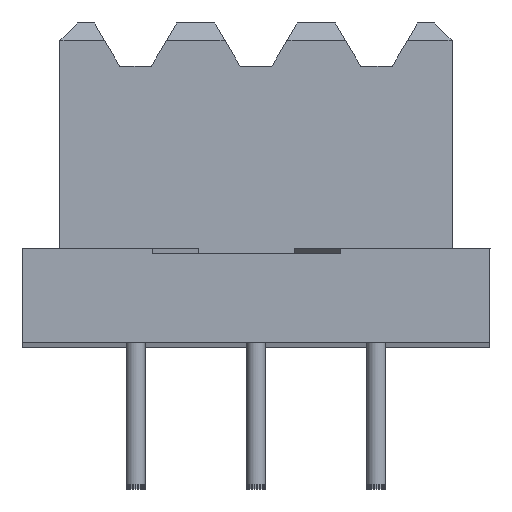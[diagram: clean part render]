
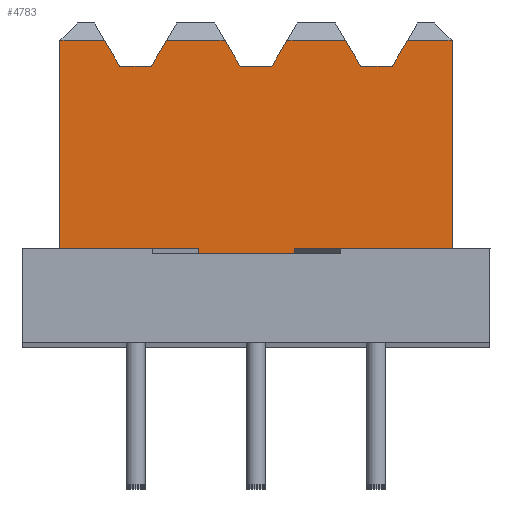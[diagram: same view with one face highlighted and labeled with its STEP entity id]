
A CAD part, top view. The second image highlights one B-rep face of the part: STEP entity #4783.
In plain terms, the highlighted planar face has unit normal (0, 0, 1).
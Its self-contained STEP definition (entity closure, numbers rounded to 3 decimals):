
#2783=LINE('',#12694,#3541);
#2792=LINE('',#12712,#3550);
#2797=LINE('',#12722,#3555);
#2800=LINE('',#12728,#3558);
#2808=LINE('',#12745,#3566);
#2810=LINE('',#12749,#3568);
#2815=LINE('',#12758,#3573);
#2818=LINE('',#12764,#3576);
#2827=LINE('',#12783,#3585);
#2828=LINE('',#12785,#3586);
#2833=LINE('',#12794,#3591);
#2836=LINE('',#12800,#3594);
#2846=LINE('',#12821,#3604);
#2849=LINE('',#12826,#3607);
#2865=LINE('',#12858,#3623);
#2893=LINE('',#12912,#3651);
#2897=LINE('',#12920,#3655);
#2899=LINE('',#12924,#3657);
#2901=LINE('',#12929,#3659);
#2903=LINE('',#12932,#3661);
#2907=LINE('',#12940,#3665);
#2908=LINE('',#12942,#3666);
#2909=LINE('',#12944,#3667);
#2910=LINE('',#12946,#3668);
#3541=VECTOR('',#10870,1.);
#3550=VECTOR('',#10883,1.);
#3555=VECTOR('',#10894,1.);
#3558=VECTOR('',#10899,1.);
#3566=VECTOR('',#10911,1.);
#3568=VECTOR('',#10915,1.);
#3573=VECTOR('',#10924,1.);
#3576=VECTOR('',#10929,1.);
#3585=VECTOR('',#10942,1.);
#3586=VECTOR('',#10945,1.);
#3591=VECTOR('',#10954,1.);
#3594=VECTOR('',#10959,1.);
#3604=VECTOR('',#10975,1.);
#3607=VECTOR('',#10980,1.);
#3623=VECTOR('',#11006,1.);
#3651=VECTOR('',#11050,1.);
#3655=VECTOR('',#11056,1.);
#3657=VECTOR('',#11060,1.);
#3659=VECTOR('',#11064,1.);
#3661=VECTOR('',#11068,1.);
#3665=VECTOR('',#11076,1.);
#3666=VECTOR('',#11079,1.);
#3667=VECTOR('',#11080,1.);
#3668=VECTOR('',#11081,1.);
#4036=PLANE('',#9370);
#4384=FACE_OUTER_BOUND('',#5539,.T.);
#4783=ADVANCED_FACE('',(#4384),#4036,.T.);
#5539=EDGE_LOOP('',(#7143,#7144,#7145,#7146,#7147,#7148,#7149,#7150,#7151,
#7152,#7153,#7154,#7155,#7156,#7157,#7158,#7159,#7160,#7161,#7162,#7163,
#7164,#7165,#7166));
#7143=ORIENTED_EDGE('',*,*,#8749,.T.);
#7144=ORIENTED_EDGE('',*,*,#8707,.F.);
#7145=ORIENTED_EDGE('',*,*,#8691,.F.);
#7146=ORIENTED_EDGE('',*,*,#8688,.F.);
#7147=ORIENTED_EDGE('',*,*,#8678,.F.);
#7148=ORIENTED_EDGE('',*,*,#8675,.F.);
#7149=ORIENTED_EDGE('',*,*,#8669,.F.);
#7150=ORIENTED_EDGE('',*,*,#8670,.F.);
#7151=ORIENTED_EDGE('',*,*,#8660,.F.);
#7152=ORIENTED_EDGE('',*,*,#8657,.F.);
#7153=ORIENTED_EDGE('',*,*,#8650,.F.);
#7154=ORIENTED_EDGE('',*,*,#8652,.F.);
#7155=ORIENTED_EDGE('',*,*,#8642,.F.);
#7156=ORIENTED_EDGE('',*,*,#8639,.F.);
#7157=ORIENTED_EDGE('',*,*,#8634,.F.);
#7158=ORIENTED_EDGE('',*,*,#8625,.F.);
#7159=ORIENTED_EDGE('',*,*,#8750,.T.);
#7160=ORIENTED_EDGE('',*,*,#8751,.T.);
#7161=ORIENTED_EDGE('',*,*,#8752,.F.);
#7162=ORIENTED_EDGE('',*,*,#8735,.T.);
#7163=ORIENTED_EDGE('',*,*,#8739,.T.);
#7164=ORIENTED_EDGE('',*,*,#8741,.T.);
#7165=ORIENTED_EDGE('',*,*,#8743,.F.);
#7166=ORIENTED_EDGE('',*,*,#8745,.T.);
#7825=VERTEX_POINT('',#12693);
#7826=VERTEX_POINT('',#12695);
#7833=VERTEX_POINT('',#12713);
#7835=VERTEX_POINT('',#12723);
#7837=VERTEX_POINT('',#12729);
#7843=VERTEX_POINT('',#12744);
#7844=VERTEX_POINT('',#12746);
#7847=VERTEX_POINT('',#12759);
#7849=VERTEX_POINT('',#12765);
#7855=VERTEX_POINT('',#12780);
#7856=VERTEX_POINT('',#12782);
#7859=VERTEX_POINT('',#12795);
#7861=VERTEX_POINT('',#12801);
#7869=VERTEX_POINT('',#12822);
#7870=VERTEX_POINT('',#12827);
#7879=VERTEX_POINT('',#12854);
#7899=VERTEX_POINT('',#12913);
#7900=VERTEX_POINT('',#12914);
#7901=VERTEX_POINT('',#12919);
#7902=VERTEX_POINT('',#12923);
#7904=VERTEX_POINT('',#12928);
#7905=VERTEX_POINT('',#12933);
#7907=VERTEX_POINT('',#12943);
#7908=VERTEX_POINT('',#12945);
#8625=EDGE_CURVE('',#7825,#7826,#2783,.T.);
#8634=EDGE_CURVE('',#7826,#7833,#2792,.T.);
#8639=EDGE_CURVE('',#7833,#7835,#2797,.T.);
#8642=EDGE_CURVE('',#7835,#7837,#2800,.T.);
#8650=EDGE_CURVE('',#7843,#7844,#2808,.T.);
#8652=EDGE_CURVE('',#7837,#7843,#2810,.T.);
#8657=EDGE_CURVE('',#7844,#7847,#2815,.T.);
#8660=EDGE_CURVE('',#7847,#7849,#2818,.T.);
#8669=EDGE_CURVE('',#7856,#7855,#2827,.T.);
#8670=EDGE_CURVE('',#7849,#7856,#2828,.T.);
#8675=EDGE_CURVE('',#7855,#7859,#2833,.T.);
#8678=EDGE_CURVE('',#7859,#7861,#2836,.T.);
#8688=EDGE_CURVE('',#7861,#7869,#2846,.T.);
#8691=EDGE_CURVE('',#7869,#7870,#2849,.T.);
#8707=EDGE_CURVE('',#7870,#7879,#2865,.T.);
#8735=EDGE_CURVE('',#7899,#7900,#2893,.T.);
#8739=EDGE_CURVE('',#7900,#7901,#2897,.T.);
#8741=EDGE_CURVE('',#7901,#7902,#2899,.T.);
#8743=EDGE_CURVE('',#7904,#7902,#2901,.T.);
#8745=EDGE_CURVE('',#7904,#7905,#2903,.T.);
#8749=EDGE_CURVE('',#7905,#7879,#2907,.T.);
#8750=EDGE_CURVE('',#7825,#7907,#2908,.T.);
#8751=EDGE_CURVE('',#7907,#7908,#2909,.T.);
#8752=EDGE_CURVE('',#7899,#7908,#2910,.T.);
#9370=AXIS2_PLACEMENT_3D('',#12947,#11082,#11083);
#10870=DIRECTION('',(0.,1.,0.));
#10883=DIRECTION('',(1.,0.,0.));
#10894=DIRECTION('',(0.504,-0.864,0.));
#10899=DIRECTION('',(1.,0.,0.));
#10911=DIRECTION('',(1.,0.,0.));
#10915=DIRECTION('',(0.504,0.864,0.));
#10924=DIRECTION('',(0.504,-0.864,0.));
#10929=DIRECTION('',(1.,0.,0.));
#10942=DIRECTION('',(1.,0.,0.));
#10945=DIRECTION('',(0.504,0.864,0.));
#10954=DIRECTION('',(0.504,-0.864,0.));
#10959=DIRECTION('',(1.,0.,0.));
#10975=DIRECTION('',(0.504,0.864,0.));
#10980=DIRECTION('',(1.,0.,0.));
#11006=DIRECTION('',(0.,-1.,0.));
#11050=DIRECTION('',(0.,-1.,0.));
#11056=DIRECTION('',(1.,0.,0.));
#11060=DIRECTION('',(0.,1.,0.));
#11064=DIRECTION('',(-1.,0.,0.));
#11068=DIRECTION('',(0.,-1.,0.));
#11076=DIRECTION('',(1.,0.,0.));
#11079=DIRECTION('',(1.,0.,0.));
#11080=DIRECTION('',(0.,1.,0.));
#11081=DIRECTION('',(-1.,0.,0.));
#11082=DIRECTION('',(0.,0.,1.));
#11083=DIRECTION('',(0.,-1.,0.));
#12693=CARTESIAN_POINT('',(1.2,1.57,89.9));
#12694=CARTESIAN_POINT('',(1.2,1.57,89.9));
#12695=CARTESIAN_POINT('',(1.2,9.55,89.9));
#12712=CARTESIAN_POINT('',(1.2,9.55,89.9));
#12713=CARTESIAN_POINT('',(2.611,9.55,89.9));
#12722=CARTESIAN_POINT('',(2.611,9.55,89.9));
#12723=CARTESIAN_POINT('',(3.09,8.73,89.9));
#12728=CARTESIAN_POINT('',(3.09,8.73,89.9));
#12729=CARTESIAN_POINT('',(4.09,8.73,89.9));
#12744=CARTESIAN_POINT('',(4.569,9.55,89.9));
#12745=CARTESIAN_POINT('',(4.569,9.55,89.9));
#12746=CARTESIAN_POINT('',(6.421,9.55,89.9));
#12749=CARTESIAN_POINT('',(4.09,8.73,89.9));
#12758=CARTESIAN_POINT('',(6.421,9.55,89.9));
#12759=CARTESIAN_POINT('',(6.9,8.73,89.9));
#12764=CARTESIAN_POINT('',(6.9,8.73,89.9));
#12765=CARTESIAN_POINT('',(7.9,8.73,89.9));
#12780=CARTESIAN_POINT('',(10.231,9.55,89.9));
#12782=CARTESIAN_POINT('',(8.379,9.55,89.9));
#12783=CARTESIAN_POINT('',(8.379,9.55,89.9));
#12785=CARTESIAN_POINT('',(7.9,8.73,89.9));
#12794=CARTESIAN_POINT('',(10.231,9.55,89.9));
#12795=CARTESIAN_POINT('',(10.71,8.73,89.9));
#12800=CARTESIAN_POINT('',(10.71,8.73,89.9));
#12801=CARTESIAN_POINT('',(11.71,8.73,89.9));
#12821=CARTESIAN_POINT('',(11.71,8.73,89.9));
#12822=CARTESIAN_POINT('',(12.189,9.55,89.9));
#12826=CARTESIAN_POINT('',(12.189,9.55,89.9));
#12827=CARTESIAN_POINT('',(13.6,9.55,89.9));
#12854=CARTESIAN_POINT('',(13.6,1.57,89.9));
#12858=CARTESIAN_POINT('',(13.6,9.55,89.9));
#12912=CARTESIAN_POINT('',(5.597,2.97,89.9));
#12913=CARTESIAN_POINT('',(5.597,2.97,89.9));
#12914=CARTESIAN_POINT('',(5.597,2.8,89.9));
#12919=CARTESIAN_POINT('',(8.603,2.8,89.9));
#12920=CARTESIAN_POINT('',(5.597,2.8,89.9));
#12923=CARTESIAN_POINT('',(8.603,2.97,89.9));
#12924=CARTESIAN_POINT('',(8.603,2.8,89.9));
#12928=CARTESIAN_POINT('',(11.775,2.97,89.9));
#12929=CARTESIAN_POINT('',(11.775,2.97,89.9));
#12932=CARTESIAN_POINT('',(11.775,2.97,89.9));
#12933=CARTESIAN_POINT('',(11.775,1.57,89.9));
#12940=CARTESIAN_POINT('',(11.775,1.57,89.9));
#12942=CARTESIAN_POINT('',(1.2,1.57,89.9));
#12943=CARTESIAN_POINT('',(3.025,1.57,89.9));
#12944=CARTESIAN_POINT('',(3.025,1.57,89.9));
#12945=CARTESIAN_POINT('',(3.025,2.97,89.9));
#12946=CARTESIAN_POINT('',(5.597,2.97,89.9));
#12947=CARTESIAN_POINT('',(0.54,9.75,89.9));
